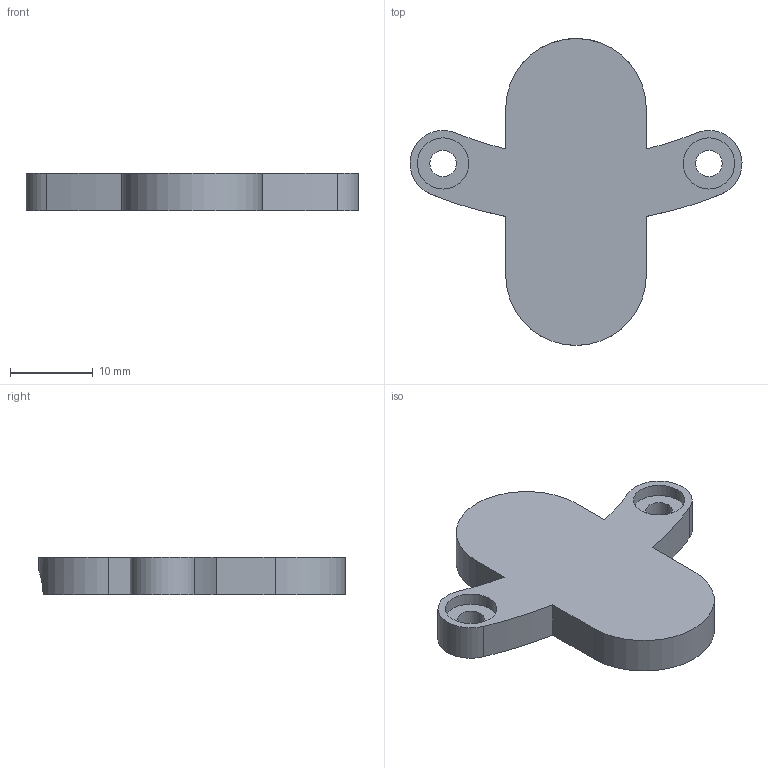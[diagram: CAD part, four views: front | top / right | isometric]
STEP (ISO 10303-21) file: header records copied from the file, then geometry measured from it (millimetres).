
FILE_DESCRIPTION(('FreeCAD Model'),'2;1');
FILE_NAME('Open CASCADE Shape Model','2022-09-15T11:12:03',('Author'),( ''),'Open CASCADE STEP processor 7.5','FreeCAD','Unknown');
FILE_SCHEMA(('AUTOMOTIVE_DESIGN { 1 0 10303 214 1 1 1 1 }'));
Length unit declared in the file: millimetre
Products named in the file (1): Pocket016
Bounding box: 40.14 x 37.1 x 4.5 mm (x, y, z)
Volume: 2269.3 mm3; surface area: 2465.3 mm2
Topology: 1 solids, 1 shells, 30 faces, 72 edges, 48 vertices
Faces by surface type: plane 15, cylinder 15
Full cylindrical faces by diameter (mm): 2.4 x2, 3.2 x2, 6.2 x2
Entity records: 2033 total; most frequent: CARTESIAN_POINT 492, DIRECTION 301, LINE 151, VECTOR 151, ORIENTED_EDGE 144, PCURVE 144, DEFINITIONAL_REPRESENTATION 144, EDGE_CURVE 72
